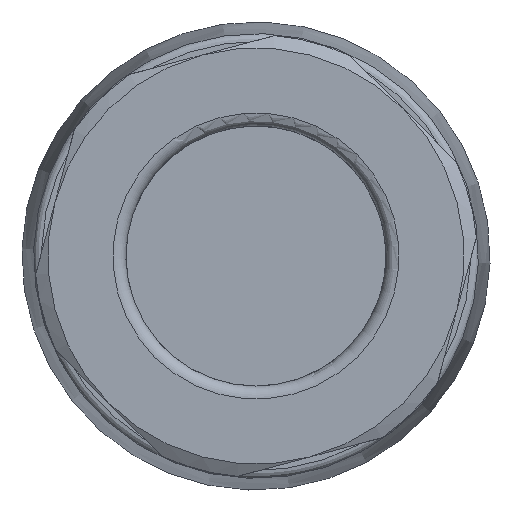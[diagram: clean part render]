
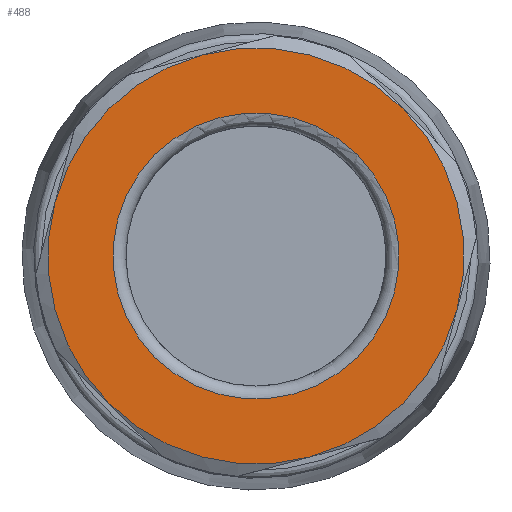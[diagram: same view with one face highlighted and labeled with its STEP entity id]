
A CAD part, front view. The second image highlights one B-rep face of the part: STEP entity #488.
In plain terms, the highlighted planar face has unit normal (0, -1, 0).
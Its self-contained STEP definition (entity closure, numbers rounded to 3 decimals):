
#488=ADVANCED_FACE('',(#900,#901),#564,.T.);
#564=PLANE('',#2352);
#900=FACE_BOUND('',#1048,.T.);
#901=FACE_BOUND('',#1049,.T.);
#1048=EDGE_LOOP('',(#1540));
#1049=EDGE_LOOP('',(#1541,#1542,#1543,#1544,#1545,#1546));
#1540=ORIENTED_EDGE('',*,*,#2056,.T.);
#1541=ORIENTED_EDGE('',*,*,#2027,.T.);
#1542=ORIENTED_EDGE('',*,*,#2029,.T.);
#1543=ORIENTED_EDGE('',*,*,#2037,.T.);
#1544=ORIENTED_EDGE('',*,*,#2041,.T.);
#1545=ORIENTED_EDGE('',*,*,#2047,.T.);
#1546=ORIENTED_EDGE('',*,*,#2053,.T.);
#1776=VERTEX_POINT('',#4180);
#1777=VERTEX_POINT('',#4182);
#1778=VERTEX_POINT('',#4189);
#1781=VERTEX_POINT('',#4213);
#1784=VERTEX_POINT('',#4223);
#1787=VERTEX_POINT('',#4240);
#1790=VERTEX_POINT('',#4267);
#2027=EDGE_CURVE('',#1777,#1776,#2146,.T.);
#2029=EDGE_CURVE('',#1776,#1778,#2147,.T.);
#2037=EDGE_CURVE('',#1778,#1781,#2149,.T.);
#2041=EDGE_CURVE('',#1781,#1784,#2151,.T.);
#2047=EDGE_CURVE('',#1784,#1787,#2153,.T.);
#2053=EDGE_CURVE('',#1787,#1777,#2155,.T.);
#2056=EDGE_CURVE('',#1790,#1790,#2156,.T.);
#2146=CIRCLE('',#2331,8.);
#2147=CIRCLE('',#2333,8.);
#2149=CIRCLE('',#2337,8.);
#2151=CIRCLE('',#2341,8.);
#2153=CIRCLE('',#2345,8.);
#2155=CIRCLE('',#2349,8.);
#2156=CIRCLE('',#2351,5.5);
#2331=AXIS2_PLACEMENT_3D('',#4181,#2832,#2833);
#2333=AXIS2_PLACEMENT_3D('',#4188,#2836,#2837);
#2337=AXIS2_PLACEMENT_3D('',#4214,#2846,#2847);
#2341=AXIS2_PLACEMENT_3D('',#4222,#2856,#2857);
#2345=AXIS2_PLACEMENT_3D('',#4239,#2866,#2867);
#2349=AXIS2_PLACEMENT_3D('',#4256,#2876,#2877);
#2351=AXIS2_PLACEMENT_3D('',#4266,#2880,#2881);
#2352=AXIS2_PLACEMENT_3D('',#4268,#2882,#2883);
#2832=DIRECTION('',(0.,-1.,0.));
#2833=DIRECTION('',(0.707,0.,-0.707));
#2836=DIRECTION('',(0.,-1.,0.));
#2837=DIRECTION('',(0.707,0.,-0.707));
#2846=DIRECTION('',(0.,-1.,0.));
#2847=DIRECTION('',(0.707,0.,-0.707));
#2856=DIRECTION('',(0.,-1.,0.));
#2857=DIRECTION('',(0.707,0.,-0.707));
#2866=DIRECTION('',(0.,-1.,0.));
#2867=DIRECTION('',(0.707,0.,-0.707));
#2876=DIRECTION('',(0.,-1.,0.));
#2877=DIRECTION('',(0.707,0.,-0.707));
#2880=DIRECTION('',(0.,1.,0.));
#2881=DIRECTION('',(0.707,0.,-0.707));
#2882=DIRECTION('',(0.,-1.,0.));
#2883=DIRECTION('',(0.707,0.,-0.707));
#4180=CARTESIAN_POINT('',(27.641,-76.,5.657));
#4181=CARTESIAN_POINT('',(21.985,-76.,0.));
#4182=CARTESIAN_POINT('',(29.712,-76.,-2.071));
#4188=CARTESIAN_POINT('',(21.985,-76.,0.));
#4189=CARTESIAN_POINT('',(19.914,-76.,7.727));
#4213=CARTESIAN_POINT('',(14.257,-76.,2.071));
#4214=CARTESIAN_POINT('',(21.985,-76.,0.));
#4222=CARTESIAN_POINT('',(21.985,-76.,0.));
#4223=CARTESIAN_POINT('',(16.328,-76.,-5.657));
#4239=CARTESIAN_POINT('',(21.985,-76.,0.));
#4240=CARTESIAN_POINT('',(24.055,-76.,-7.727));
#4256=CARTESIAN_POINT('',(21.985,-76.,0.));
#4266=CARTESIAN_POINT('',(21.985,-76.,0.));
#4267=CARTESIAN_POINT('',(25.874,-76.,-3.889));
#4268=CARTESIAN_POINT('',(15.974,-76.,6.01));
